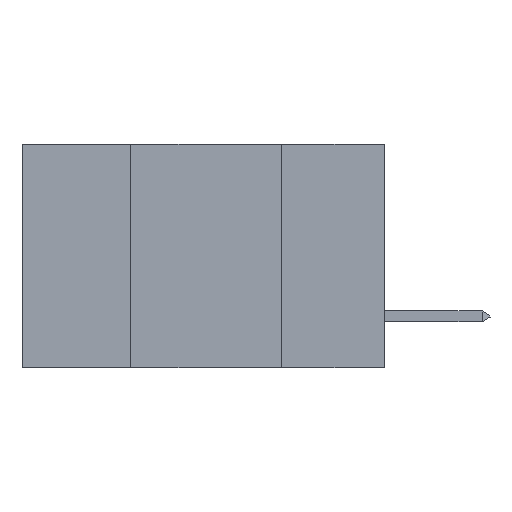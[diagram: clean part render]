
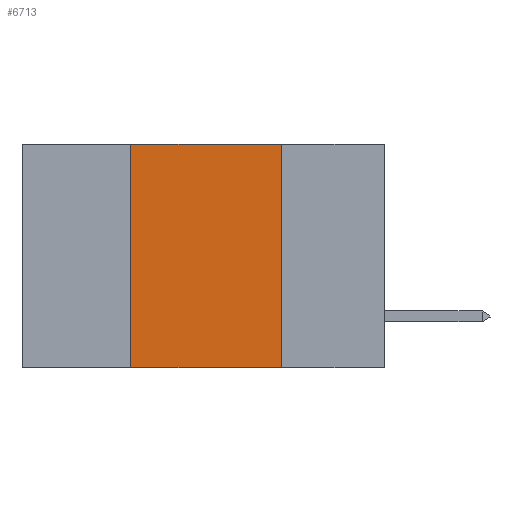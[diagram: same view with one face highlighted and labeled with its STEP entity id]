
A CAD part, left-side view. The second image highlights one B-rep face of the part: STEP entity #6713.
In plain terms, the highlighted planar face has unit normal (-1, 0, 0).
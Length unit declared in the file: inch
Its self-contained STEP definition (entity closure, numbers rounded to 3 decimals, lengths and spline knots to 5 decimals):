
#327 = CARTESIAN_POINT ( 'NONE',  ( 0., 0.6, -0.37 ) ) ;
#686 = LINE ( 'NONE', #7724, #4141 ) ;
#1189 = VERTEX_POINT ( 'NONE', #18983 ) ;
#1345 = ORIENTED_EDGE ( 'NONE', *, *, #18333, .T. ) ;
#1444 = ORIENTED_EDGE ( 'NONE', *, *, #17695, .F. ) ;
#2378 = CARTESIAN_POINT ( 'NONE',  ( 0., 0.17, -0.37 ) ) ;
#3373 = AXIS2_PLACEMENT_3D ( 'NONE', #4972, #21359, #6817 ) ;
#3952 = CARTESIAN_POINT ( 'NONE',  ( 0., 0.17, 0. ) ) ;
#4141 = VECTOR ( 'NONE', #20594, 39.37008 ) ;
#4521 = VERTEX_POINT ( 'NONE', #3952 ) ;
#4593 = DIRECTION ( 'NONE',  ( 0., -1., 0. ) ) ;
#4972 = CARTESIAN_POINT ( 'NONE',  ( 0., 0.6, 0. ) ) ;
#5349 = LINE ( 'NONE', #8038, #20285 ) ;
#6713 = ADVANCED_FACE ( 'NONE', ( #11125 ), #15795, .F. ) ;
#6817 = DIRECTION ( 'NONE',  ( 0., 0., -1. ) ) ;
#7724 = CARTESIAN_POINT ( 'NONE',  ( 0., 0.17, 0. ) ) ;
#8038 = CARTESIAN_POINT ( 'NONE',  ( 0., 0.6, 0. ) ) ;
#9554 = VECTOR ( 'NONE', #16016, 39.37008 ) ;
#10720 = CARTESIAN_POINT ( 'NONE',  ( 0., 0.42, 0. ) ) ;
#11125 = FACE_OUTER_BOUND ( 'NONE', #15977, .T. ) ;
#11289 = LINE ( 'NONE', #10720, #9554 ) ;
#11542 = DIRECTION ( 'NONE',  ( 0., -1., 0. ) ) ;
#12356 = EDGE_CURVE ( 'NONE', #1189, #17202, #11289, .T. ) ;
#15795 = PLANE ( 'NONE',  #3373 ) ;
#15977 = EDGE_LOOP ( 'NONE', ( #1444, #18416, #22483, #1345 ) ) ;
#16016 = DIRECTION ( 'NONE',  ( 0., 0., 1. ) ) ;
#16968 = VECTOR ( 'NONE', #11542, 39.37008 ) ;
#17202 = VERTEX_POINT ( 'NONE', #21090 ) ;
#17695 = EDGE_CURVE ( 'NONE', #4521, #23063, #686, .T. ) ;
#17845 = LINE ( 'NONE', #327, #16968 ) ;
#18333 = EDGE_CURVE ( 'NONE', #1189, #23063, #17845, .T. ) ;
#18416 = ORIENTED_EDGE ( 'NONE', *, *, #20503, .F. ) ;
#18983 = CARTESIAN_POINT ( 'NONE',  ( 0., 0.42, -0.37 ) ) ;
#20285 = VECTOR ( 'NONE', #4593, 39.37008 ) ;
#20503 = EDGE_CURVE ( 'NONE', #17202, #4521, #5349, .T. ) ;
#20594 = DIRECTION ( 'NONE',  ( 0., 0., -1. ) ) ;
#21090 = CARTESIAN_POINT ( 'NONE',  ( 0., 0.42, 0. ) ) ;
#21359 = DIRECTION ( 'NONE',  ( 1., 0., 0. ) ) ;
#22483 = ORIENTED_EDGE ( 'NONE', *, *, #12356, .F. ) ;
#23063 = VERTEX_POINT ( 'NONE', #2378 ) ;
